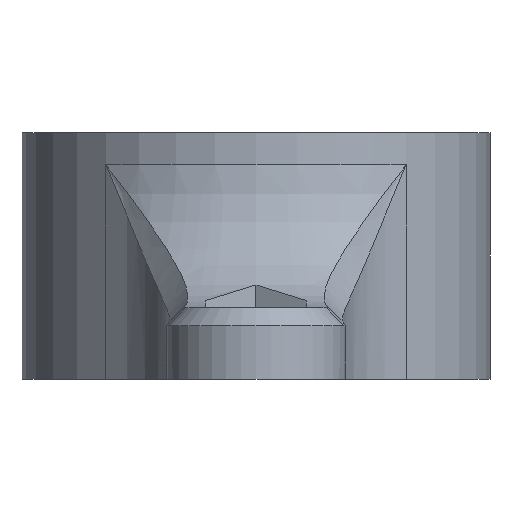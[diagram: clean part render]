
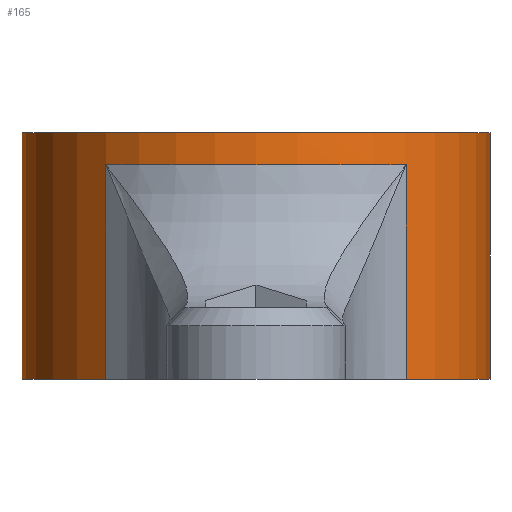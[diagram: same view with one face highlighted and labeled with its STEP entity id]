
A CAD part, front view. The second image highlights one B-rep face of the part: STEP entity #165.
In plain terms, the highlighted cylindrical face has radius 13.1 mm (diameter 26.2 mm), a full revolution.
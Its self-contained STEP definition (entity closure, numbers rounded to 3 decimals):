
#165=ADVANCED_FACE('',(#206,#208),#210,.T.);
#206=FACE_OUTER_BOUND('',#207,.T.);
#207=EDGE_LOOP('',(#759));
#208=FACE_BOUND('',#209,.T.);
#209=EDGE_LOOP('',(#760,#761,#762,#763,#764,#765,#766,#767,#768));
#210=CYLINDRICAL_SURFACE('',#211,13.1);
#211=AXIS2_PLACEMENT_3D('',#212,#213,#214);
#212=CARTESIAN_POINT('',(0.,0.,0.));
#213=DIRECTION('',(0.,0.,1.));
#214=DIRECTION('',(-1.,0.,0.));
#759=ORIENTED_EDGE('',*,*,#955,.T.);
#760=ORIENTED_EDGE('',*,*,#956,.F.);
#761=ORIENTED_EDGE('',*,*,#957,.T.);
#762=ORIENTED_EDGE('',*,*,#958,.T.);
#763=ORIENTED_EDGE('',*,*,#959,.T.);
#764=ORIENTED_EDGE('',*,*,#960,.T.);
#765=ORIENTED_EDGE('',*,*,#961,.F.);
#766=ORIENTED_EDGE('',*,*,#962,.F.);
#767=ORIENTED_EDGE('',*,*,#963,.F.);
#768=ORIENTED_EDGE('',*,*,#964,.T.);
#955=EDGE_CURVE('',#1053,#1053,#1054,.T.);
#956=EDGE_CURVE('',#1055,#1056,#1057,.T.);
#957=EDGE_CURVE('',#1055,#1058,#1059,.T.);
#958=EDGE_CURVE('',#1058,#1060,#1061,.F.);
#959=EDGE_CURVE('',#1060,#1062,#1063,.F.);
#960=EDGE_CURVE('',#1062,#1064,#1065,.T.);
#961=EDGE_CURVE('',#1066,#1064,#1067,.F.);
#962=EDGE_CURVE('',#1068,#1066,#1069,.F.);
#963=EDGE_CURVE('',#1070,#1068,#1071,.T.);
#964=EDGE_CURVE('',#1070,#1056,#1072,.T.);
#1053=VERTEX_POINT('',#1215);
#1054=CIRCLE('',#1216,13.1);
#1055=VERTEX_POINT('',#1220);
#1056=VERTEX_POINT('',#1221);
#1057=CIRCLE('',#1222,13.1);
#1058=VERTEX_POINT('',#1226);
#1059=LINE('',#1227,#1228);
#1060=VERTEX_POINT('',#1230);
#1061=CIRCLE('',#1231,13.1);
#1062=VERTEX_POINT('',#1235);
#1063=LINE('',#1236,#1237);
#1064=VERTEX_POINT('',#1239);
#1065=CIRCLE('',#1240,13.1);
#1066=VERTEX_POINT('',#1244);
#1067=LINE('',#1245,#1246);
#1068=VERTEX_POINT('',#1248);
#1069=CIRCLE('',#1249,13.1);
#1070=VERTEX_POINT('',#1253);
#1071=LINE('',#1254,#1255);
#1072=CIRCLE('',#1257,13.1);
#1215=CARTESIAN_POINT('',(13.1,0.,13.8));
#1216=AXIS2_PLACEMENT_3D('',#1217,#1218,#1219);
#1217=CARTESIAN_POINT('',(0.,0.,13.8));
#1218=DIRECTION('',(0.,0.,-1.));
#1219=DIRECTION('',(-1.,0.,0.));
#1220=CARTESIAN_POINT('',(8.407,10.046,0.));
#1221=CARTESIAN_POINT('',(13.1,0.,0.));
#1222=AXIS2_PLACEMENT_3D('',#1223,#1224,#1225);
#1223=CARTESIAN_POINT('',(0.,0.,0.));
#1224=DIRECTION('',(0.,0.,-1.));
#1225=DIRECTION('',(0.642,0.767,0.));
#1226=CARTESIAN_POINT('',(8.407,10.046,12.));
#1227=CARTESIAN_POINT('',(8.407,10.046,0.));
#1228=VECTOR('',#1229,1.);
#1229=DIRECTION('',(0.,0.,1.));
#1230=CARTESIAN_POINT('',(-8.407,10.046,12.));
#1231=AXIS2_PLACEMENT_3D('',#1232,#1233,#1234);
#1232=CARTESIAN_POINT('',(0.,0.,12.));
#1233=DIRECTION('',(0.,0.,-1.));
#1234=DIRECTION('',(-0.642,0.767,0.));
#1235=CARTESIAN_POINT('',(-8.407,10.046,0.));
#1236=CARTESIAN_POINT('',(-8.407,10.046,0.));
#1237=VECTOR('',#1238,1.);
#1238=DIRECTION('',(0.,0.,1.));
#1239=CARTESIAN_POINT('',(-8.407,-10.046,0.));
#1240=AXIS2_PLACEMENT_3D('',#1241,#1242,#1243);
#1241=CARTESIAN_POINT('',(0.,0.,0.));
#1242=DIRECTION('',(0.,0.,1.));
#1243=DIRECTION('',(-0.642,0.767,0.));
#1244=CARTESIAN_POINT('',(-8.407,-10.046,12.));
#1245=CARTESIAN_POINT('',(-8.407,-10.046,0.));
#1246=VECTOR('',#1247,1.);
#1247=DIRECTION('',(0.,0.,1.));
#1248=CARTESIAN_POINT('',(8.407,-10.046,12.));
#1249=AXIS2_PLACEMENT_3D('',#1250,#1251,#1252);
#1250=CARTESIAN_POINT('',(0.,0.,12.));
#1251=DIRECTION('',(0.,0.,1.));
#1252=DIRECTION('',(-0.642,-0.767,0.));
#1253=CARTESIAN_POINT('',(8.407,-10.046,0.));
#1254=CARTESIAN_POINT('',(8.407,-10.046,0.));
#1255=VECTOR('',#1256,1.);
#1256=DIRECTION('',(0.,0.,1.));
#1257=AXIS2_PLACEMENT_3D('',#1258,#1259,#1260);
#1258=CARTESIAN_POINT('',(0.,0.,0.));
#1259=DIRECTION('',(0.,0.,1.));
#1260=DIRECTION('',(0.642,-0.767,0.));
